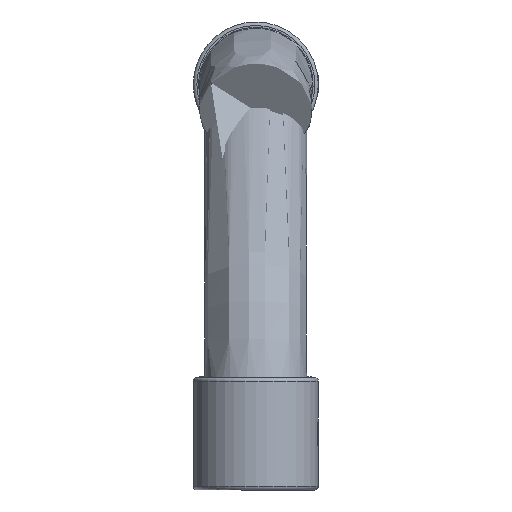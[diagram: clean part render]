
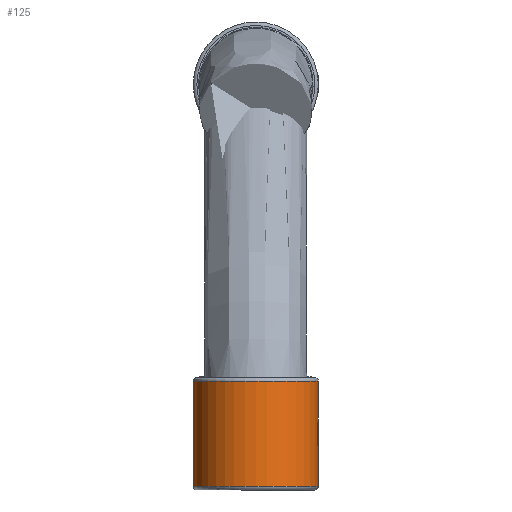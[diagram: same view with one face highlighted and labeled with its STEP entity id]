
A CAD part, front view. The second image highlights one B-rep face of the part: STEP entity #125.
In plain terms, the highlighted cylindrical face has radius 17.8 mm (diameter 35.6 mm), a full revolution.
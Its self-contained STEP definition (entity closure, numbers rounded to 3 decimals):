
#125=ADVANCED_FACE('',(#2083,#2085,#2087),#2089,.T.);
#2083=FACE_OUTER_BOUND('',#2084,.T.);
#2084=EDGE_LOOP('',(#3915));
#2085=FACE_OUTER_BOUND('',#2086,.T.);
#2086=EDGE_LOOP('',(#3916));
#2087=FACE_BOUND('',#2088,.T.);
#2088=EDGE_LOOP('',(#3917,#3918,#3919,#3920));
#2089=CYLINDRICAL_SURFACE('',#2090,17.8);
#2090=AXIS2_PLACEMENT_3D('',#2091,#2092,#2093);
#2091=CARTESIAN_POINT('',(0.,-98.6,-16.));
#2092=DIRECTION('',(0.,-0.,1.));
#2093=DIRECTION('',(0.,-1.,0.));
#3915=ORIENTED_EDGE('',*,*,#5261,.F.);
#3916=ORIENTED_EDGE('',*,*,#5251,.T.);
#3917=ORIENTED_EDGE('',*,*,#5262,.F.);
#3918=ORIENTED_EDGE('',*,*,#5263,.F.);
#3919=ORIENTED_EDGE('',*,*,#5264,.F.);
#3920=ORIENTED_EDGE('',*,*,#5265,.F.);
#5251=EDGE_CURVE('',#5843,#5843,#5844,.T.);
#5261=EDGE_CURVE('',#5863,#5863,#5864,.T.);
#5262=EDGE_CURVE('',#5865,#5866,#5867,.F.);
#5263=EDGE_CURVE('',#5868,#5865,#5869,.T.);
#5264=EDGE_CURVE('',#5870,#5868,#5871,.T.);
#5265=EDGE_CURVE('',#5866,#5870,#5872,.F.);
#5843=VERTEX_POINT('',#6856);
#5844=CIRCLE('',#6857,17.8);
#5863=VERTEX_POINT('',#7328);
#5864=CIRCLE('',#7329,17.8);
#5865=VERTEX_POINT('',#7333);
#5866=VERTEX_POINT('',#7334);
#5867=(BOUNDED_CURVE()B_SPLINE_CURVE(3,
(#7335,#7336,#7337,#7338),
.UNSPECIFIED.,.F.,.F.)B_SPLINE_CURVE_WITH_KNOTS((4,4),
(0.,1.),
.UNSPECIFIED.)CURVE()GEOMETRIC_REPRESENTATION_ITEM()RATIONAL_B_SPLINE_CURVE((1.,
1.,1.,1.))REPRESENTATION_ITEM(''));
#5868=VERTEX_POINT('',#7339);
#5869=CIRCLE('',#7340,17.8);
#5870=VERTEX_POINT('',#7344);
#5871=(BOUNDED_CURVE()B_SPLINE_CURVE(3,
(#7345,#7346,#7347,#7348),
.UNSPECIFIED.,.F.,.F.)B_SPLINE_CURVE_WITH_KNOTS((4,4),
(0.,1.),
.UNSPECIFIED.)CURVE()GEOMETRIC_REPRESENTATION_ITEM()RATIONAL_B_SPLINE_CURVE((1.,
1.,1.,1.))REPRESENTATION_ITEM(''));
#5872=CIRCLE('',#7349,17.8);
#6856=CARTESIAN_POINT('',(0.,-116.4,-15.));
#6857=AXIS2_PLACEMENT_3D('',#6858,#6859,#6860);
#6858=CARTESIAN_POINT('',(0.,-98.6,-15.));
#6859=DIRECTION('',(0.,0.,1.));
#6860=DIRECTION('',(0.,-1.,0.));
#7328=CARTESIAN_POINT('',(0.,-116.4,15.));
#7329=AXIS2_PLACEMENT_3D('',#7330,#7331,#7332);
#7330=CARTESIAN_POINT('',(0.,-98.6,15.));
#7331=DIRECTION('',(0.,0.,1.));
#7332=DIRECTION('',(0.,-1.,0.));
#7333=CARTESIAN_POINT('',(17.521,-95.459,-3.251));
#7334=CARTESIAN_POINT('',(17.521,-95.459,3.345));
#7335=CARTESIAN_POINT('',(17.521,-95.459,3.345));
#7336=CARTESIAN_POINT('',(17.521,-95.459,1.147));
#7337=CARTESIAN_POINT('',(17.521,-95.459,-1.052));
#7338=CARTESIAN_POINT('',(17.521,-95.459,-3.251));
#7339=CARTESIAN_POINT('',(17.521,-101.741,-3.251));
#7340=AXIS2_PLACEMENT_3D('',#7341,#7342,#7343);
#7341=CARTESIAN_POINT('',(0.,-98.6,-3.251));
#7342=DIRECTION('',(0.,0.,1.));
#7343=DIRECTION('',(0.984,-0.176,0.));
#7344=CARTESIAN_POINT('',(17.521,-101.741,3.345));
#7345=CARTESIAN_POINT('',(17.521,-101.741,3.345));
#7346=CARTESIAN_POINT('',(17.521,-101.741,1.147));
#7347=CARTESIAN_POINT('',(17.521,-101.741,-1.052));
#7348=CARTESIAN_POINT('',(17.521,-101.741,-3.251));
#7349=AXIS2_PLACEMENT_3D('',#7350,#7351,#7352);
#7350=CARTESIAN_POINT('',(0.,-98.6,3.345));
#7351=DIRECTION('',(0.,0.,1.));
#7352=DIRECTION('',(0.984,-0.176,0.));
